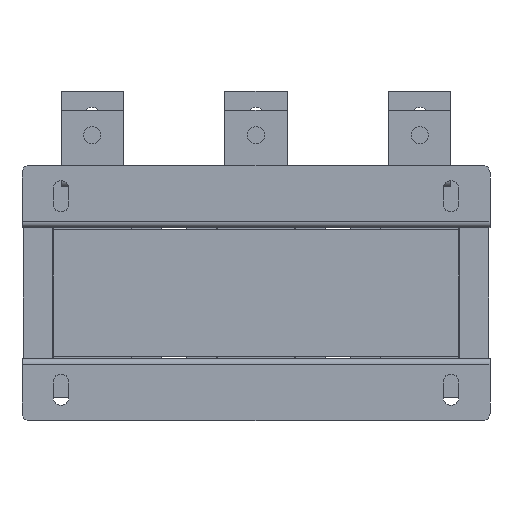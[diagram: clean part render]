
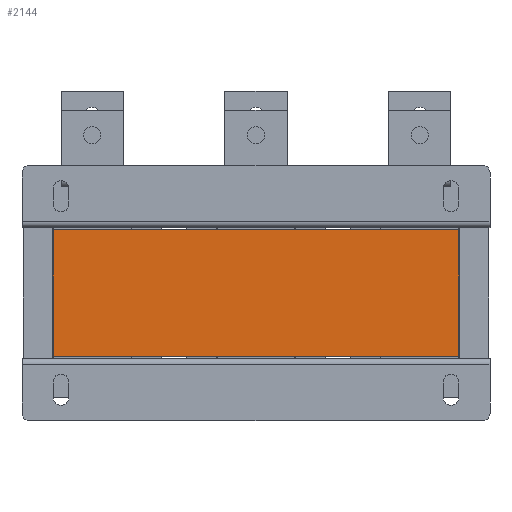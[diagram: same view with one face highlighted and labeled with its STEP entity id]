
A CAD part, front view. The second image highlights one B-rep face of the part: STEP entity #2144.
In plain terms, the highlighted planar face has unit normal (0, -1, 0).
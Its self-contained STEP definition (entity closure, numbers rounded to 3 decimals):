
#134 = ORIENTED_EDGE ( 'NONE', *, *, #5106, .F. ) ;
#149 = DIRECTION ( 'NONE',  ( 0., 0., -1. ) ) ;
#612 = VECTOR ( 'NONE', #3974, 1000. ) ;
#670 = LINE ( 'NONE', #5855, #2372 ) ;
#693 = VERTEX_POINT ( 'NONE', #2436 ) ;
#1007 = DIRECTION ( 'NONE',  ( 0., 1., 0. ) ) ;
#1042 = CARTESIAN_POINT ( 'NONE',  ( -130., -25., 81. ) ) ;
#1459 = FACE_OUTER_BOUND ( 'NONE', #3483, .T. ) ;
#1614 = VERTEX_POINT ( 'NONE', #2032 ) ;
#1621 = LINE ( 'NONE', #5331, #612 ) ;
#1876 = VECTOR ( 'NONE', #6024, 1000. ) ;
#2032 = CARTESIAN_POINT ( 'NONE',  ( 130., -25., 0. ) ) ;
#2144 = ADVANCED_FACE ( 'NONE', ( #1459 ), #5752, .F. ) ;
#2295 = EDGE_CURVE ( 'NONE', #6288, #4435, #1621, .T. ) ;
#2372 = VECTOR ( 'NONE', #149, 1000. ) ;
#2436 = CARTESIAN_POINT ( 'NONE',  ( -130., -25., 0. ) ) ;
#2484 = VECTOR ( 'NONE', #4876, 1000. ) ;
#2661 = CARTESIAN_POINT ( 'NONE',  ( 130., -25., 81. ) ) ;
#3483 = EDGE_LOOP ( 'NONE', ( #3864, #134, #5345, #4495 ) ) ;
#3864 = ORIENTED_EDGE ( 'NONE', *, *, #5868, .T. ) ;
#3974 = DIRECTION ( 'NONE',  ( 1., 0., 0. ) ) ;
#4312 = CARTESIAN_POINT ( 'NONE',  ( 130., -25., 81. ) ) ;
#4419 = LINE ( 'NONE', #4312, #1876 ) ;
#4435 = VERTEX_POINT ( 'NONE', #2661 ) ;
#4495 = ORIENTED_EDGE ( 'NONE', *, *, #5834, .T. ) ;
#4734 = AXIS2_PLACEMENT_3D ( 'NONE', #5696, #1007, #5183 ) ;
#4811 = LINE ( 'NONE', #6494, #2484 ) ;
#4876 = DIRECTION ( 'NONE',  ( 1., 0., 0. ) ) ;
#5106 = EDGE_CURVE ( 'NONE', #4435, #1614, #4419, .T. ) ;
#5183 = DIRECTION ( 'NONE',  ( 0., 0., 1. ) ) ;
#5331 = CARTESIAN_POINT ( 'NONE',  ( -130., -25., 81. ) ) ;
#5345 = ORIENTED_EDGE ( 'NONE', *, *, #2295, .F. ) ;
#5696 = CARTESIAN_POINT ( 'NONE',  ( -130., -25., 81. ) ) ;
#5752 = PLANE ( 'NONE',  #4734 ) ;
#5834 = EDGE_CURVE ( 'NONE', #6288, #693, #670, .T. ) ;
#5855 = CARTESIAN_POINT ( 'NONE',  ( -130., -25., 81. ) ) ;
#5868 = EDGE_CURVE ( 'NONE', #693, #1614, #4811, .T. ) ;
#6024 = DIRECTION ( 'NONE',  ( 0., 0., -1. ) ) ;
#6288 = VERTEX_POINT ( 'NONE', #1042 ) ;
#6494 = CARTESIAN_POINT ( 'NONE',  ( -130., -25., 0. ) ) ;
